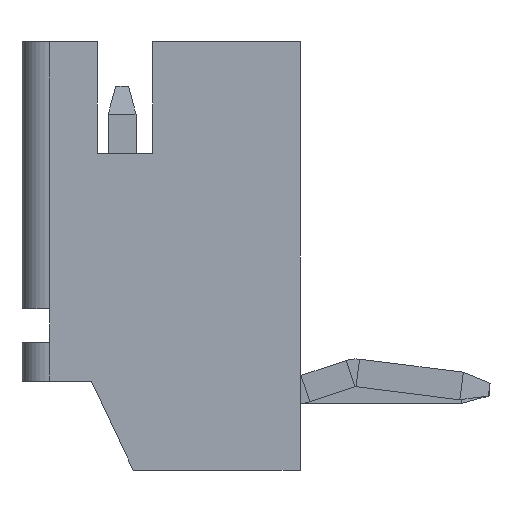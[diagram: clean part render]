
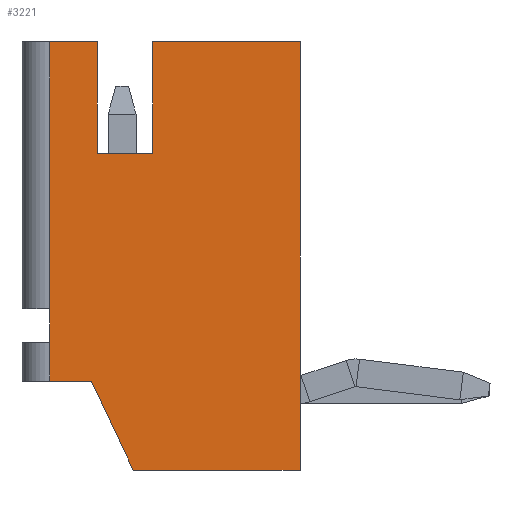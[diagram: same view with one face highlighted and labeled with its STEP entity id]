
A CAD part, left-side view. The second image highlights one B-rep face of the part: STEP entity #3221.
In plain terms, the highlighted planar face has unit normal (-1, 0, 0).
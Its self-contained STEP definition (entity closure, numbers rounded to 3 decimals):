
#25 = DIRECTION ( 'NONE',  ( 0., -1., 0. ) ) ;
#52 = VERTEX_POINT ( 'NONE', #2053 ) ;
#78 = CARTESIAN_POINT ( 'NONE',  ( -2., 1.8, 0. ) ) ;
#105 = VECTOR ( 'NONE', #4478, 1000. ) ;
#133 = EDGE_CURVE ( 'NONE', #4717, #1505, #4405, .T. ) ;
#165 = EDGE_CURVE ( 'NONE', #1323, #5116, #5474, .T. ) ;
#235 = AXIS2_PLACEMENT_3D ( 'NONE', #5695, #1775, #25 ) ;
#257 = VECTOR ( 'NONE', #5353, 1000. ) ;
#264 = CARTESIAN_POINT ( 'NONE',  ( -2., 0.55, 0. ) ) ;
#267 = VERTEX_POINT ( 'NONE', #264 ) ;
#313 = CARTESIAN_POINT ( 'NONE',  ( -2., -0.55, 6.1 ) ) ;
#426 = EDGE_CURVE ( 'NONE', #52, #267, #588, .T. ) ;
#431 = CARTESIAN_POINT ( 'NONE',  ( -2., 1.3, 0. ) ) ;
#469 = VERTEX_POINT ( 'NONE', #984 ) ;
#573 = EDGE_CURVE ( 'NONE', #4826, #1578, #1271, .T. ) ;
#588 = LINE ( 'NONE', #78, #105 ) ;
#718 = VERTEX_POINT ( 'NONE', #914 ) ;
#767 = PLANE ( 'NONE',  #235 ) ;
#797 = VERTEX_POINT ( 'NONE', #2725 ) ;
#799 = DIRECTION ( 'NONE',  ( 0., 1., 0. ) ) ;
#812 = ORIENTED_EDGE ( 'NONE', *, *, #4892, .T. ) ;
#817 = VECTOR ( 'NONE', #2654, 1000. ) ;
#838 = EDGE_CURVE ( 'NONE', #5116, #469, #917, .T. ) ;
#914 = CARTESIAN_POINT ( 'NONE',  ( -2., 1.3, 1.3 ) ) ;
#917 = LINE ( 'NONE', #4547, #4462 ) ;
#964 = ORIENTED_EDGE ( 'NONE', *, *, #4556, .T. ) ;
#984 = CARTESIAN_POINT ( 'NONE',  ( -2., 0.45, 6.1 ) ) ;
#1005 = ORIENTED_EDGE ( 'NONE', *, *, #2283, .T. ) ;
#1072 = VECTOR ( 'NONE', #799, 1000. ) ;
#1081 = EDGE_CURVE ( 'NONE', #1578, #1323, #1548, .T. ) ;
#1109 = VERTEX_POINT ( 'NONE', #3055 ) ;
#1180 = CARTESIAN_POINT ( 'NONE',  ( -2., -0.55, 6.1 ) ) ;
#1190 = DIRECTION ( 'NONE',  ( 0., -1., 0. ) ) ;
#1221 = LINE ( 'NONE', #431, #257 ) ;
#1271 = LINE ( 'NONE', #1180, #2315 ) ;
#1323 = VERTEX_POINT ( 'NONE', #3065 ) ;
#1344 = VECTOR ( 'NONE', #4580, 1000. ) ;
#1392 = CARTESIAN_POINT ( 'NONE',  ( -2., -3.2, -1.6 ) ) ;
#1409 = VECTOR ( 'NONE', #2841, 1000. ) ;
#1493 = CARTESIAN_POINT ( 'NONE',  ( -2., -0.55, 6.1 ) ) ;
#1505 = VERTEX_POINT ( 'NONE', #1392 ) ;
#1548 = LINE ( 'NONE', #313, #2530 ) ;
#1564 = LINE ( 'NONE', #3660, #1344 ) ;
#1578 = VERTEX_POINT ( 'NONE', #1493 ) ;
#1650 = DIRECTION ( 'NONE',  ( 0., 1., 0. ) ) ;
#1775 = DIRECTION ( 'NONE',  ( -1., 0., 0. ) ) ;
#1776 = ORIENTED_EDGE ( 'NONE', *, *, #3395, .T. ) ;
#1868 = EDGE_LOOP ( 'NONE', ( #812, #4292, #5238, #1776, #3340, #2842, #4213, #1970, #2469, #3683, #964, #1005 ) ) ;
#1937 = CARTESIAN_POINT ( 'NONE',  ( -2., 1.3, 1.3 ) ) ;
#1967 = CARTESIAN_POINT ( 'NONE',  ( -2., -3.2, 6.1 ) ) ;
#1970 = ORIENTED_EDGE ( 'NONE', *, *, #1081, .T. ) ;
#1973 = DIRECTION ( 'NONE',  ( 0., 0., 1. ) ) ;
#2053 = CARTESIAN_POINT ( 'NONE',  ( -2., 1.3, 0. ) ) ;
#2081 = CARTESIAN_POINT ( 'NONE',  ( -2., 0.45, 4.1 ) ) ;
#2123 = CARTESIAN_POINT ( 'NONE',  ( -2., -0.2, -1.6 ) ) ;
#2134 = LINE ( 'NONE', #4475, #2883 ) ;
#2283 = EDGE_CURVE ( 'NONE', #797, #718, #4493, .T. ) ;
#2315 = VECTOR ( 'NONE', #1650, 1000. ) ;
#2469 = ORIENTED_EDGE ( 'NONE', *, *, #165, .T. ) ;
#2530 = VECTOR ( 'NONE', #2988, 1000. ) ;
#2654 = DIRECTION ( 'NONE',  ( 0., 0., -1. ) ) ;
#2725 = CARTESIAN_POINT ( 'NONE',  ( -2., 1.3, 6.1 ) ) ;
#2731 = DIRECTION ( 'NONE',  ( 0., 0., 1. ) ) ;
#2837 = FACE_OUTER_BOUND ( 'NONE', #1868, .T. ) ;
#2841 = DIRECTION ( 'NONE',  ( 0., 0., -1. ) ) ;
#2842 = ORIENTED_EDGE ( 'NONE', *, *, #4395, .T. ) ;
#2883 = VECTOR ( 'NONE', #2731, 1000. ) ;
#2988 = DIRECTION ( 'NONE',  ( 0., 0., -1. ) ) ;
#3039 = VECTOR ( 'NONE', #5233, 1000. ) ;
#3055 = CARTESIAN_POINT ( 'NONE',  ( -2., 1.3, 0.7 ) ) ;
#3065 = CARTESIAN_POINT ( 'NONE',  ( -2., -0.55, 4.1 ) ) ;
#3221 = ADVANCED_FACE ( 'NONE', ( #2837 ), #767, .T. ) ;
#3223 = VECTOR ( 'NONE', #1190, 1000. ) ;
#3340 = ORIENTED_EDGE ( 'NONE', *, *, #133, .T. ) ;
#3395 = EDGE_CURVE ( 'NONE', #267, #4717, #4221, .T. ) ;
#3432 = LINE ( 'NONE', #1937, #1409 ) ;
#3660 = CARTESIAN_POINT ( 'NONE',  ( -2., 1.8, 6.1 ) ) ;
#3683 = ORIENTED_EDGE ( 'NONE', *, *, #838, .T. ) ;
#4213 = ORIENTED_EDGE ( 'NONE', *, *, #573, .T. ) ;
#4221 = LINE ( 'NONE', #2123, #3039 ) ;
#4292 = ORIENTED_EDGE ( 'NONE', *, *, #4442, .T. ) ;
#4327 = CARTESIAN_POINT ( 'NONE',  ( -2., -0.2, -1.6 ) ) ;
#4395 = EDGE_CURVE ( 'NONE', #1505, #4826, #2134, .T. ) ;
#4405 = LINE ( 'NONE', #5687, #3223 ) ;
#4442 = EDGE_CURVE ( 'NONE', #1109, #52, #1221, .T. ) ;
#4462 = VECTOR ( 'NONE', #1973, 1000. ) ;
#4475 = CARTESIAN_POINT ( 'NONE',  ( -2., -3.2, 6.1 ) ) ;
#4478 = DIRECTION ( 'NONE',  ( 0., -1., 0. ) ) ;
#4493 = LINE ( 'NONE', #5764, #817 ) ;
#4547 = CARTESIAN_POINT ( 'NONE',  ( -2., 0.45, 6.1 ) ) ;
#4556 = EDGE_CURVE ( 'NONE', #469, #797, #1564, .T. ) ;
#4580 = DIRECTION ( 'NONE',  ( 0., 1., 0. ) ) ;
#4691 = CARTESIAN_POINT ( 'NONE',  ( -2., 0.45, 4.1 ) ) ;
#4717 = VERTEX_POINT ( 'NONE', #4327 ) ;
#4826 = VERTEX_POINT ( 'NONE', #1967 ) ;
#4892 = EDGE_CURVE ( 'NONE', #718, #1109, #3432, .T. ) ;
#5116 = VERTEX_POINT ( 'NONE', #4691 ) ;
#5233 = DIRECTION ( 'NONE',  ( 0., -0.424, -0.905 ) ) ;
#5238 = ORIENTED_EDGE ( 'NONE', *, *, #426, .T. ) ;
#5353 = DIRECTION ( 'NONE',  ( 0., 0., -1. ) ) ;
#5474 = LINE ( 'NONE', #2081, #1072 ) ;
#5687 = CARTESIAN_POINT ( 'NONE',  ( -2., -3.2, -1.6 ) ) ;
#5695 = CARTESIAN_POINT ( 'NONE',  ( -2., 0., 0. ) ) ;
#5764 = CARTESIAN_POINT ( 'NONE',  ( -2., 1.3, 0. ) ) ;
